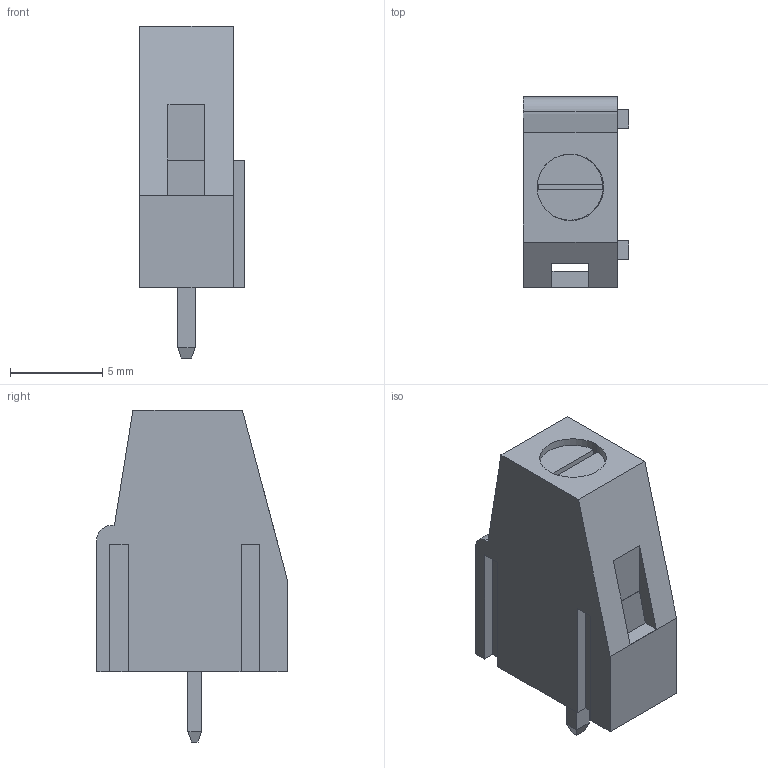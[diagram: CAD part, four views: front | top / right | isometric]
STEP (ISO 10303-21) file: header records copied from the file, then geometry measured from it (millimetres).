
FILE_DESCRIPTION (( 'STEP AP214' ), '1' );
FILE_NAME ('KF128-5.08_3P.STEP', '2019-09-09T10:26:26', ( '' ), ( '' ), 'SwSTEP 2.0', 'SolidWorks 2016', '' );
FILE_SCHEMA (( 'AUTOMOTIVE_DESIGN' ));
Length unit declared in the file: millimetre
Products named in the file (1): KF128-5.08_3P
Bounding box: 5.68 x 10.3 x 17.95 mm (x, y, z)
Volume: 475.8 mm3; surface area: 929.2 mm2
Topology: 4 solids, 4 shells, 88 faces, 231 edges, 150 vertices
Faces by surface type: plane 81, cylinder 7
Entity records: 2864 total; most frequent: CARTESIAN_POINT 473, ORIENTED_EDGE 462, DIRECTION 430, EDGE_CURVE 231, LINE 208, VECTOR 208, VERTEX_POINT 150, AXIS2_PLACEMENT_3D 111
